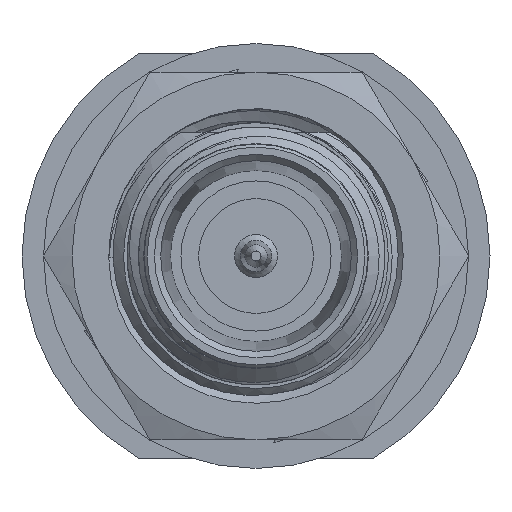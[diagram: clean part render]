
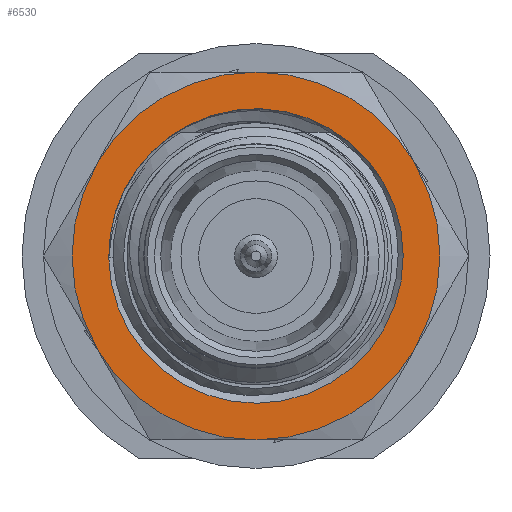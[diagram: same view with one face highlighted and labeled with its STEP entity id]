
A CAD part, left-side view. The second image highlights one B-rep face of the part: STEP entity #6530.
In plain terms, the highlighted planar face has unit normal (-1, 0, 0).
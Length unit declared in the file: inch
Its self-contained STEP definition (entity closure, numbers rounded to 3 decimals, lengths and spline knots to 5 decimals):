
#118 = DIRECTION ( 'NONE',  ( 0., -0.5, 0.866 ) ) ;
#130 = VERTEX_POINT ( 'NONE', #6040 ) ;
#859 = CARTESIAN_POINT ( 'NONE',  ( 0.43641, -0.27063, -0.15625 ) ) ;
#945 = CIRCLE ( 'NONE', #9860, 0.3125 ) ;
#971 = CARTESIAN_POINT ( 'NONE',  ( 0.43641, 0., 0. ) ) ;
#1193 = ORIENTED_EDGE ( 'NONE', *, *, #8635, .T. ) ;
#1341 = ORIENTED_EDGE ( 'NONE', *, *, #2384, .T. ) ;
#1463 = FACE_OUTER_BOUND ( 'NONE', #11551, .T. ) ;
#1720 = CARTESIAN_POINT ( 'NONE',  ( 0.43641, 0., 0.3125 ) ) ;
#1760 = CARTESIAN_POINT ( 'NONE',  ( 0.43641, 0., 0. ) ) ;
#1846 = DIRECTION ( 'NONE',  ( -1., 0., 0. ) ) ;
#2014 = CARTESIAN_POINT ( 'NONE',  ( 0.43641, 0.27063, 0.15625 ) ) ;
#2305 = VERTEX_POINT ( 'NONE', #2014 ) ;
#2384 = EDGE_CURVE ( 'NONE', #3240, #2305, #2696, .T. ) ;
#2696 = CIRCLE ( 'NONE', #7287, 0.3125 ) ;
#3051 = DIRECTION ( 'NONE',  ( -1., 0., 0. ) ) ;
#3089 = DIRECTION ( 'NONE',  ( 0., -0.5, 0.866 ) ) ;
#3240 = VERTEX_POINT ( 'NONE', #1720 ) ;
#3688 = CIRCLE ( 'NONE', #14364, 0.3125 ) ;
#3928 = EDGE_LOOP ( 'NONE', ( #10546 ) ) ;
#4090 = CARTESIAN_POINT ( 'NONE',  ( 0.43641, -0.27063, 0.15625 ) ) ;
#4276 = EDGE_CURVE ( 'NONE', #130, #6214, #6411, .T. ) ;
#4292 = AXIS2_PLACEMENT_3D ( 'NONE', #971, #6495, #7619 ) ;
#4966 = CARTESIAN_POINT ( 'NONE',  ( 0.43641, 0., 0. ) ) ;
#4970 = AXIS2_PLACEMENT_3D ( 'NONE', #10305, #9063, #118 ) ;
#5018 = CARTESIAN_POINT ( 'NONE',  ( 0.43641, -0.12507, 0.21663 ) ) ;
#5237 = VERTEX_POINT ( 'NONE', #4090 ) ;
#5313 = DIRECTION ( 'NONE',  ( 0., -0.5, 0.866 ) ) ;
#5546 = ORIENTED_EDGE ( 'NONE', *, *, #4276, .T. ) ;
#6040 = CARTESIAN_POINT ( 'NONE',  ( 0.43641, 0.27063, -0.15625 ) ) ;
#6101 = DIRECTION ( 'NONE',  ( -1., 0., 0. ) ) ;
#6164 = EDGE_CURVE ( 'NONE', #12950, #12950, #12410, .T. ) ;
#6214 = VERTEX_POINT ( 'NONE', #11346 ) ;
#6240 = EDGE_CURVE ( 'NONE', #5237, #14125, #945, .T. ) ;
#6284 = AXIS2_PLACEMENT_3D ( 'NONE', #4966, #6101, #12901 ) ;
#6326 = CIRCLE ( 'NONE', #10464, 0.3125 ) ;
#6411 = CIRCLE ( 'NONE', #6284, 0.3125 ) ;
#6495 = DIRECTION ( 'NONE',  ( 1., 0., 0. ) ) ;
#6530 = ADVANCED_FACE ( 'NONE', ( #10460, #1463 ), #6940, .F. ) ;
#6852 = CARTESIAN_POINT ( 'NONE',  ( 0.43641, 0., 0. ) ) ;
#6940 = PLANE ( 'NONE',  #4970 ) ;
#7287 = AXIS2_PLACEMENT_3D ( 'NONE', #6852, #12669, #9182 ) ;
#7619 = DIRECTION ( 'NONE',  ( 0., -0.5, 0.866 ) ) ;
#7774 = DIRECTION ( 'NONE',  ( 0., -0.5, 0.866 ) ) ;
#8607 = DIRECTION ( 'NONE',  ( 0., -0.5, 0.866 ) ) ;
#8635 = EDGE_CURVE ( 'NONE', #2305, #130, #3688, .T. ) ;
#9063 = DIRECTION ( 'NONE',  ( 1., 0., 0. ) ) ;
#9095 = EDGE_CURVE ( 'NONE', #5237, #3240, #6326, .T. ) ;
#9182 = DIRECTION ( 'NONE',  ( 0., -0.5, 0.866 ) ) ;
#9236 = AXIS2_PLACEMENT_3D ( 'NONE', #1760, #10781, #3089 ) ;
#9657 = ORIENTED_EDGE ( 'NONE', *, *, #12915, .T. ) ;
#9718 = CARTESIAN_POINT ( 'NONE',  ( 0.43641, 0., 0. ) ) ;
#9780 = CARTESIAN_POINT ( 'NONE',  ( 0.43641, 0., 0. ) ) ;
#9860 = AXIS2_PLACEMENT_3D ( 'NONE', #13423, #10151, #7774 ) ;
#10151 = DIRECTION ( 'NONE',  ( 1., 0., 0. ) ) ;
#10305 = CARTESIAN_POINT ( 'NONE',  ( 0.43641, 0., 0. ) ) ;
#10460 = FACE_BOUND ( 'NONE', #3928, .T. ) ;
#10464 = AXIS2_PLACEMENT_3D ( 'NONE', #9718, #1846, #8607 ) ;
#10546 = ORIENTED_EDGE ( 'NONE', *, *, #6164, .T. ) ;
#10781 = DIRECTION ( 'NONE',  ( -1., 0., 0. ) ) ;
#11346 = CARTESIAN_POINT ( 'NONE',  ( 0.43641, 0., -0.3125 ) ) ;
#11480 = ORIENTED_EDGE ( 'NONE', *, *, #9095, .T. ) ;
#11549 = CIRCLE ( 'NONE', #9236, 0.3125 ) ;
#11551 = EDGE_LOOP ( 'NONE', ( #11480, #1341, #1193, #5546, #9657, #14534 ) ) ;
#12410 = CIRCLE ( 'NONE', #4292, 0.25015 ) ;
#12669 = DIRECTION ( 'NONE',  ( -1., 0., 0. ) ) ;
#12901 = DIRECTION ( 'NONE',  ( 0., -0.5, 0.866 ) ) ;
#12915 = EDGE_CURVE ( 'NONE', #6214, #14125, #11549, .T. ) ;
#12950 = VERTEX_POINT ( 'NONE', #5018 ) ;
#13423 = CARTESIAN_POINT ( 'NONE',  ( 0.43641, 0., 0. ) ) ;
#14125 = VERTEX_POINT ( 'NONE', #859 ) ;
#14364 = AXIS2_PLACEMENT_3D ( 'NONE', #9780, #3051, #5313 ) ;
#14534 = ORIENTED_EDGE ( 'NONE', *, *, #6240, .F. ) ;
